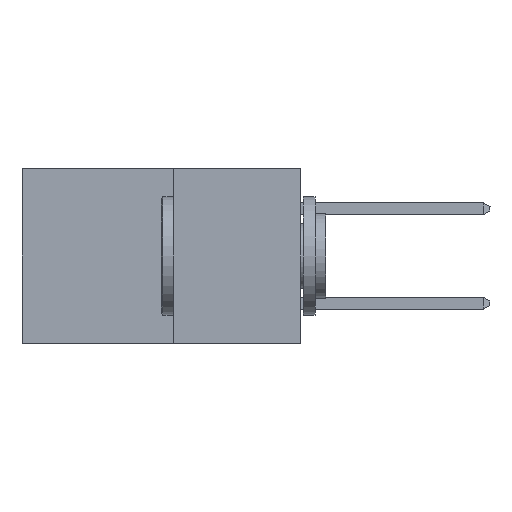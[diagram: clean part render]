
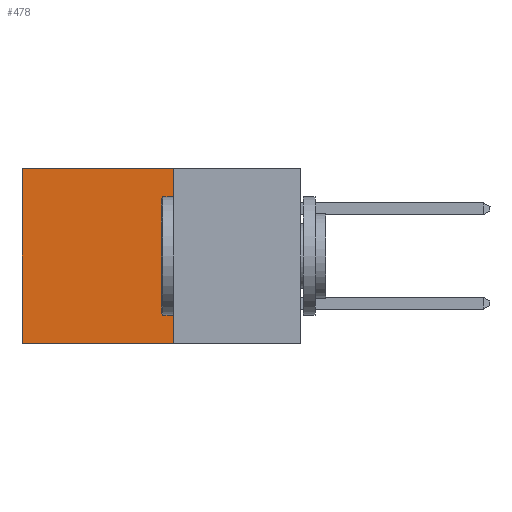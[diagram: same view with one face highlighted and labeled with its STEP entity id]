
A CAD part, left-side view. The second image highlights one B-rep face of the part: STEP entity #478.
In plain terms, the highlighted planar face has unit normal (-1, 0, 0).
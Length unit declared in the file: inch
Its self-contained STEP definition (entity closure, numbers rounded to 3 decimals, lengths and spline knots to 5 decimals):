
#88 = PLANE ( 'NONE',  #10297 ) ;
#225 = VERTEX_POINT ( 'NONE', #5499 ) ;
#281 = EDGE_LOOP ( 'NONE', ( #7165, #894, #359, #7707 ) ) ;
#359 = ORIENTED_EDGE ( 'NONE', *, *, #7856, .F. ) ;
#478 = ADVANCED_FACE ( 'NONE', ( #4913 ), #88, .F. ) ;
#894 = ORIENTED_EDGE ( 'NONE', *, *, #12603, .F. ) ;
#1520 = DIRECTION ( 'NONE',  ( 0., 1., 0. ) ) ;
#1559 = EDGE_CURVE ( 'NONE', #2947, #10183, #7056, .T. ) ;
#2005 = CARTESIAN_POINT ( 'NONE',  ( 0.277, 0.27, 0. ) ) ;
#2947 = VERTEX_POINT ( 'NONE', #6321 ) ;
#3653 = LINE ( 'NONE', #11547, #11132 ) ;
#4441 = VECTOR ( 'NONE', #9631, 39.37008 ) ;
#4913 = FACE_OUTER_BOUND ( 'NONE', #281, .T. ) ;
#5454 = EDGE_CURVE ( 'NONE', #10183, #225, #11193, .T. ) ;
#5499 = CARTESIAN_POINT ( 'NONE',  ( 0.277, 0.59, -0.37 ) ) ;
#6260 = CARTESIAN_POINT ( 'NONE',  ( 0.277, 0.59, 0. ) ) ;
#6321 = CARTESIAN_POINT ( 'NONE',  ( 0.277, 0.27, 0. ) ) ;
#6475 = CARTESIAN_POINT ( 'NONE',  ( 0.277, 0.27, -0.37 ) ) ;
#7056 = LINE ( 'NONE', #2005, #4441 ) ;
#7145 = DIRECTION ( 'NONE',  ( 0., 0., -1. ) ) ;
#7165 = ORIENTED_EDGE ( 'NONE', *, *, #5454, .T. ) ;
#7707 = ORIENTED_EDGE ( 'NONE', *, *, #1559, .T. ) ;
#7856 = EDGE_CURVE ( 'NONE', #2947, #10642, #3653, .T. ) ;
#8369 = CARTESIAN_POINT ( 'NONE',  ( 0.277, 0.27, -0.37 ) ) ;
#8610 = VECTOR ( 'NONE', #11551, 39.37008 ) ;
#8660 = DIRECTION ( 'NONE',  ( 0., 0., -1. ) ) ;
#8909 = LINE ( 'NONE', #8369, #11187 ) ;
#9587 = CARTESIAN_POINT ( 'NONE',  ( 0.277, 0.27, -0.37 ) ) ;
#9631 = DIRECTION ( 'NONE',  ( 0., 1., 0. ) ) ;
#10183 = VERTEX_POINT ( 'NONE', #6260 ) ;
#10297 = AXIS2_PLACEMENT_3D ( 'NONE', #6475, #12474, #7145 ) ;
#10642 = VERTEX_POINT ( 'NONE', #9587 ) ;
#11132 = VECTOR ( 'NONE', #8660, 39.37008 ) ;
#11187 = VECTOR ( 'NONE', #1520, 39.37008 ) ;
#11193 = LINE ( 'NONE', #11674, #8610 ) ;
#11547 = CARTESIAN_POINT ( 'NONE',  ( 0.277, 0.27, -0.37 ) ) ;
#11551 = DIRECTION ( 'NONE',  ( 0., 0., -1. ) ) ;
#11674 = CARTESIAN_POINT ( 'NONE',  ( 0.277, 0.59, -0.37 ) ) ;
#12474 = DIRECTION ( 'NONE',  ( 1., 0., 0. ) ) ;
#12603 = EDGE_CURVE ( 'NONE', #10642, #225, #8909, .T. ) ;
